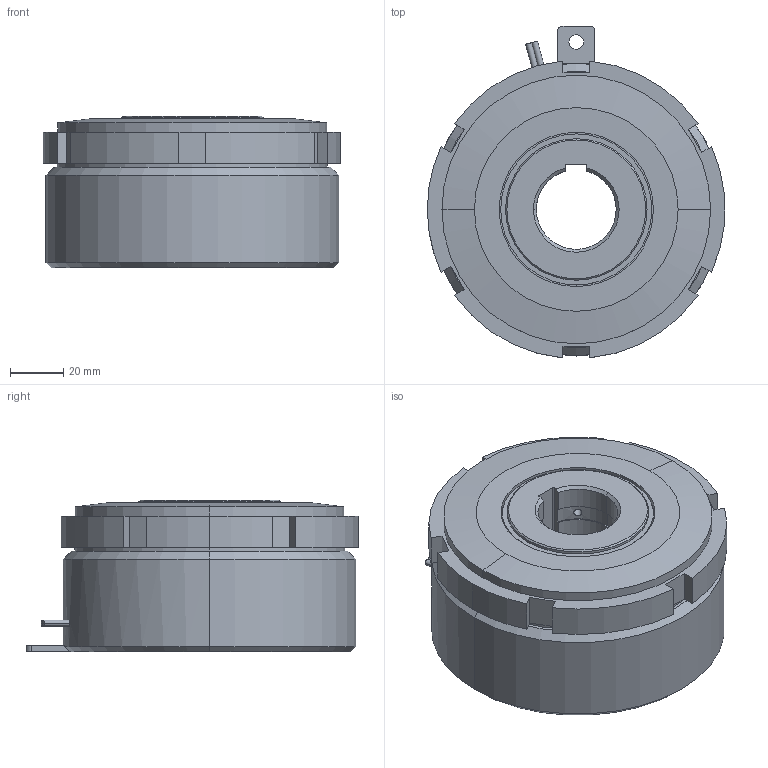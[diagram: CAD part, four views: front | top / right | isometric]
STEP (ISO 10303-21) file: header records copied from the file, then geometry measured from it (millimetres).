
FILE_DESCRIPTION (( 'STEP AP203' ), '1' );
FILE_NAME ('MWC 5_23156000.STEP', '2016-06-28T04:18:17', ( ' ' ), ( '' ), 'SwSTEP 2.0', 'SolidWorks 2009', '' );
FILE_SCHEMA (( 'CONFIG_CONTROL_DESIGN' ));
Length unit declared in the file: millimetre
Products named in the file (1): MWC 5_23156000
Bounding box: 111.79 x 124.78 x 57 mm (x, y, z)
Volume: 474896.2 mm3; surface area: 47460.4 mm2
Topology: 1 solids, 1 shells, 140 faces, 346 edges, 222 vertices
Faces by surface type: cylinder 73, plane 46, cone 17, torus 4
Entity records: 4790 total; most frequent: CARTESIAN_POINT 1353, DIRECTION 717, ORIENTED_EDGE 684, EDGE_CURVE 342, AXIS2_PLACEMENT_3D 272, VERTEX_POINT 222, VECTOR 173, LINE 173
